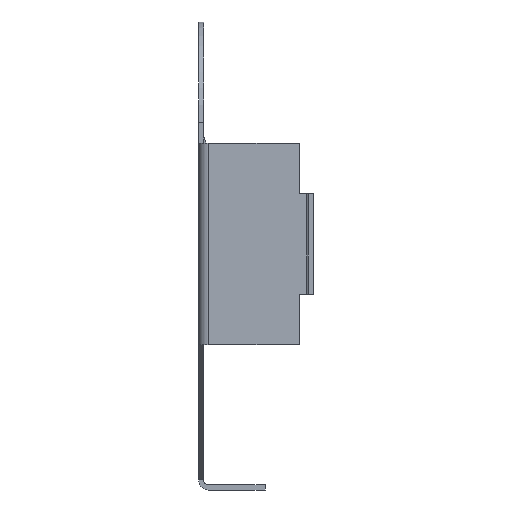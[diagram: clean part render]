
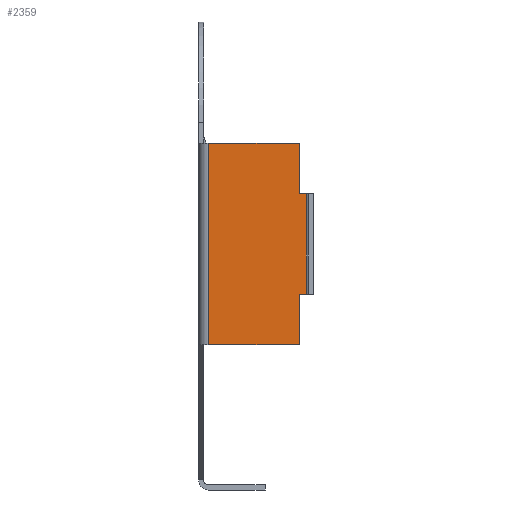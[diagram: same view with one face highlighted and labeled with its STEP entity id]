
A CAD part, left-side view. The second image highlights one B-rep face of the part: STEP entity #2359.
In plain terms, the highlighted planar face has unit normal (-1, 0, 0).
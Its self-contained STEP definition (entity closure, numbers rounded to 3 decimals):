
#4 = DIRECTION ( 'NONE',  ( 0., 0., -1. ) ) ;
#26 = CARTESIAN_POINT ( 'NONE',  ( -12.75, 2.35, -10. ) ) ;
#52 = CARTESIAN_POINT ( 'NONE',  ( -12.75, -2.15, -7.5 ) ) ;
#140 = EDGE_CURVE ( 'NONE', #3159, #1690, #290, .T. ) ;
#223 = LINE ( 'NONE', #3257, #2636 ) ;
#237 = LINE ( 'NONE', #1278, #491 ) ;
#271 = VECTOR ( 'NONE', #3093, 1000. ) ;
#290 = LINE ( 'NONE', #52, #1160 ) ;
#302 = DIRECTION ( 'NONE',  ( 0., 0., 1. ) ) ;
#329 = PLANE ( 'NONE',  #1608 ) ;
#346 = FACE_OUTER_BOUND ( 'NONE', #2696, .T. ) ;
#414 = DIRECTION ( 'NONE',  ( 0., -1., 0. ) ) ;
#491 = VECTOR ( 'NONE', #4, 1000. ) ;
#498 = EDGE_CURVE ( 'NONE', #2793, #1759, #2834, .T. ) ;
#505 = CARTESIAN_POINT ( 'NONE',  ( -12.75, 2.35, 0. ) ) ;
#508 = DIRECTION ( 'NONE',  ( 0., 1., 0. ) ) ;
#551 = VECTOR ( 'NONE', #302, 1000. ) ;
#623 = ORIENTED_EDGE ( 'NONE', *, *, #1099, .T. ) ;
#774 = VECTOR ( 'NONE', #414, 1000. ) ;
#937 = DIRECTION ( 'NONE',  ( 0., -1., 0. ) ) ;
#966 = EDGE_CURVE ( 'NONE', #1759, #2926, #3127, .T. ) ;
#1099 = EDGE_CURVE ( 'NONE', #2793, #3159, #2988, .T. ) ;
#1122 = CARTESIAN_POINT ( 'NONE',  ( -12.75, 2.85, -10. ) ) ;
#1160 = VECTOR ( 'NONE', #1853, 1000. ) ;
#1188 = CARTESIAN_POINT ( 'NONE',  ( -12.75, -2.85, -2.5 ) ) ;
#1197 = VECTOR ( 'NONE', #937, 1000. ) ;
#1233 = CARTESIAN_POINT ( 'NONE',  ( -12.75, -2.5, -7.5 ) ) ;
#1278 = CARTESIAN_POINT ( 'NONE',  ( -12.75, -2.5, -10. ) ) ;
#1321 = CARTESIAN_POINT ( 'NONE',  ( -12.75, 2.35, -10. ) ) ;
#1328 = VERTEX_POINT ( 'NONE', #2587 ) ;
#1347 = DIRECTION ( 'NONE',  ( 1., 0., 0. ) ) ;
#1466 = ORIENTED_EDGE ( 'NONE', *, *, #2585, .F. ) ;
#1608 = AXIS2_PLACEMENT_3D ( 'NONE', #1122, #1347, #2591 ) ;
#1690 = VERTEX_POINT ( 'NONE', #2000 ) ;
#1692 = CARTESIAN_POINT ( 'NONE',  ( -12.75, -2.85, -10. ) ) ;
#1759 = VERTEX_POINT ( 'NONE', #505 ) ;
#1761 = VERTEX_POINT ( 'NONE', #3014 ) ;
#1841 = ORIENTED_EDGE ( 'NONE', *, *, #140, .T. ) ;
#1853 = DIRECTION ( 'NONE',  ( 0., 0., 1. ) ) ;
#1936 = CARTESIAN_POINT ( 'NONE',  ( -12.75, -2.15, 0. ) ) ;
#1981 = EDGE_CURVE ( 'NONE', #2926, #1761, #2105, .T. ) ;
#2000 = CARTESIAN_POINT ( 'NONE',  ( -12.75, -2.15, -7.5 ) ) ;
#2095 = CARTESIAN_POINT ( 'NONE',  ( -12.75, -2.15, -10. ) ) ;
#2105 = LINE ( 'NONE', #2910, #271 ) ;
#2156 = DIRECTION ( 'NONE',  ( 0., -1., 0. ) ) ;
#2184 = LINE ( 'NONE', #1188, #1197 ) ;
#2224 = ORIENTED_EDGE ( 'NONE', *, *, #2464, .F. ) ;
#2349 = VECTOR ( 'NONE', #2156, 1000. ) ;
#2353 = ORIENTED_EDGE ( 'NONE', *, *, #498, .F. ) ;
#2359 = ADVANCED_FACE ( 'NONE', ( #346 ), #329, .F. ) ;
#2387 = ORIENTED_EDGE ( 'NONE', *, *, #1981, .F. ) ;
#2464 = EDGE_CURVE ( 'NONE', #1761, #1328, #2184, .T. ) ;
#2526 = ORIENTED_EDGE ( 'NONE', *, *, #2569, .F. ) ;
#2569 = EDGE_CURVE ( 'NONE', #2632, #1690, #223, .T. ) ;
#2577 = ORIENTED_EDGE ( 'NONE', *, *, #966, .F. ) ;
#2585 = EDGE_CURVE ( 'NONE', #1328, #2632, #237, .T. ) ;
#2587 = CARTESIAN_POINT ( 'NONE',  ( -12.75, -2.5, -2.5 ) ) ;
#2591 = DIRECTION ( 'NONE',  ( 0., 0., -1. ) ) ;
#2632 = VERTEX_POINT ( 'NONE', #1233 ) ;
#2636 = VECTOR ( 'NONE', #508, 1000. ) ;
#2696 = EDGE_LOOP ( 'NONE', ( #2224, #2387, #2577, #2353, #623, #1841, #2526, #1466 ) ) ;
#2793 = VERTEX_POINT ( 'NONE', #26 ) ;
#2834 = LINE ( 'NONE', #1321, #551 ) ;
#2910 = CARTESIAN_POINT ( 'NONE',  ( -12.75, -2.15, -2.5 ) ) ;
#2926 = VERTEX_POINT ( 'NONE', #1936 ) ;
#2988 = LINE ( 'NONE', #1692, #774 ) ;
#3014 = CARTESIAN_POINT ( 'NONE',  ( -12.75, -2.15, -2.5 ) ) ;
#3093 = DIRECTION ( 'NONE',  ( 0., 0., -1. ) ) ;
#3127 = LINE ( 'NONE', #3163, #2349 ) ;
#3159 = VERTEX_POINT ( 'NONE', #2095 ) ;
#3163 = CARTESIAN_POINT ( 'NONE',  ( -12.75, -2.85, 0. ) ) ;
#3257 = CARTESIAN_POINT ( 'NONE',  ( -12.75, -2.85, -7.5 ) ) ;
